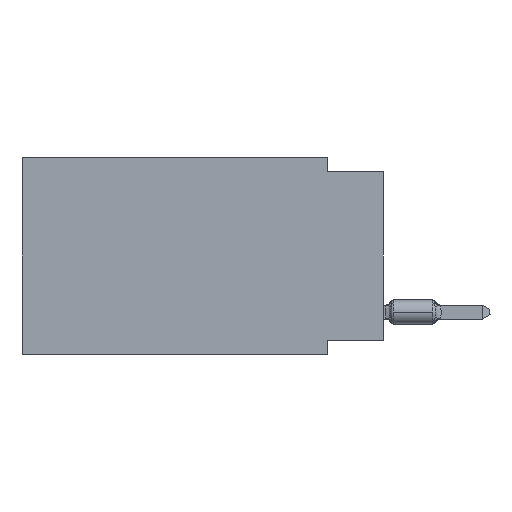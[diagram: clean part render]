
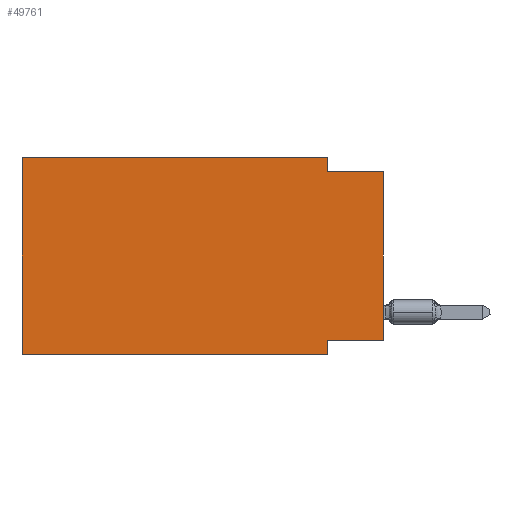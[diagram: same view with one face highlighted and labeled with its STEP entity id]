
A CAD part, left-side view. The second image highlights one B-rep face of the part: STEP entity #49761.
In plain terms, the highlighted planar face has unit normal (-1, 0, 0).
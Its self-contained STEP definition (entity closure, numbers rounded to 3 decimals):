
#247 = CARTESIAN_POINT ( 'NONE',  ( 0., 2.54, -8.255 ) ) ;
#1719 = EDGE_CURVE ( 'NONE', #20156, #50032, #46133, .T. ) ;
#2220 = AXIS2_PLACEMENT_3D ( 'NONE', #14533, #2359, #17661 ) ;
#2359 = DIRECTION ( 'NONE',  ( 1., 0., 0. ) ) ;
#3363 = ORIENTED_EDGE ( 'NONE', *, *, #28414, .T. ) ;
#4090 = LINE ( 'NONE', #12127, #33459 ) ;
#9282 = ORIENTED_EDGE ( 'NONE', *, *, #32177, .T. ) ;
#10509 = EDGE_CURVE ( 'NONE', #50032, #11386, #25217, .T. ) ;
#11386 = VERTEX_POINT ( 'NONE', #38613 ) ;
#12070 = VECTOR ( 'NONE', #39183, 1000. ) ;
#12127 = CARTESIAN_POINT ( 'NONE',  ( 0., 16.383, -8.89 ) ) ;
#13953 = CARTESIAN_POINT ( 'NONE',  ( 0., 2.54, -8.89 ) ) ;
#14275 = FACE_OUTER_BOUND ( 'NONE', #37643, .T. ) ;
#14474 = ORIENTED_EDGE ( 'NONE', *, *, #36295, .F. ) ;
#14533 = CARTESIAN_POINT ( 'NONE',  ( 0., 16.383, 0. ) ) ;
#15741 = ORIENTED_EDGE ( 'NONE', *, *, #49026, .F. ) ;
#15976 = VERTEX_POINT ( 'NONE', #247 ) ;
#15992 = LINE ( 'NONE', #39819, #47377 ) ;
#16909 = DIRECTION ( 'NONE',  ( 0., 0., 1. ) ) ;
#17661 = DIRECTION ( 'NONE',  ( 0., 0., -1. ) ) ;
#20156 = VERTEX_POINT ( 'NONE', #21627 ) ;
#20426 = LINE ( 'NONE', #32353, #46190 ) ;
#21627 = CARTESIAN_POINT ( 'NONE',  ( 0., 2.54, 0. ) ) ;
#23432 = LINE ( 'NONE', #35090, #33583 ) ;
#24165 = LINE ( 'NONE', #39957, #12070 ) ;
#25217 = LINE ( 'NONE', #40496, #39108 ) ;
#27981 = VERTEX_POINT ( 'NONE', #45522 ) ;
#28414 = EDGE_CURVE ( 'NONE', #37773, #46635, #4090, .T. ) ;
#28764 = VECTOR ( 'NONE', #16909, 1000. ) ;
#30069 = EDGE_CURVE ( 'NONE', #27981, #15976, #24165, .T. ) ;
#30099 = CARTESIAN_POINT ( 'NONE',  ( 0., 16.383, 0. ) ) ;
#30522 = CARTESIAN_POINT ( 'NONE',  ( 0., 16.383, -8.89 ) ) ;
#32073 = DIRECTION ( 'NONE',  ( 0., -1., 0. ) ) ;
#32177 = EDGE_CURVE ( 'NONE', #27981, #11386, #40710, .T. ) ;
#32353 = CARTESIAN_POINT ( 'NONE',  ( 0., 16.383, 0. ) ) ;
#33078 = ORIENTED_EDGE ( 'NONE', *, *, #45264, .F. ) ;
#33459 = VECTOR ( 'NONE', #32073, 1000. ) ;
#33583 = VECTOR ( 'NONE', #34827, 1000. ) ;
#33680 = VECTOR ( 'NONE', #38348, 1000. ) ;
#33808 = ORIENTED_EDGE ( 'NONE', *, *, #10509, .F. ) ;
#33959 = PLANE ( 'NONE',  #2220 ) ;
#34827 = DIRECTION ( 'NONE',  ( 0., 0., 1. ) ) ;
#35090 = CARTESIAN_POINT ( 'NONE',  ( 0., 16.383, 0. ) ) ;
#35928 = DIRECTION ( 'NONE',  ( 0., 0., -1. ) ) ;
#36147 = ORIENTED_EDGE ( 'NONE', *, *, #1719, .F. ) ;
#36295 = EDGE_CURVE ( 'NONE', #15976, #46635, #15992, .T. ) ;
#37643 = EDGE_LOOP ( 'NONE', ( #9282, #33808, #36147, #33078, #15741, #3363, #14474, #45574 ) ) ;
#37773 = VERTEX_POINT ( 'NONE', #30522 ) ;
#38348 = DIRECTION ( 'NONE',  ( 0., 0., -1. ) ) ;
#38613 = CARTESIAN_POINT ( 'NONE',  ( 0., 0., -0.635 ) ) ;
#38637 = VERTEX_POINT ( 'NONE', #30099 ) ;
#39108 = VECTOR ( 'NONE', #41004, 1000. ) ;
#39183 = DIRECTION ( 'NONE',  ( 0., 1., 0. ) ) ;
#39819 = CARTESIAN_POINT ( 'NONE',  ( 0., 2.54, -8.89 ) ) ;
#39957 = CARTESIAN_POINT ( 'NONE',  ( 0., 0., -8.255 ) ) ;
#40496 = CARTESIAN_POINT ( 'NONE',  ( 0., 0., -0.635 ) ) ;
#40710 = LINE ( 'NONE', #44862, #28764 ) ;
#41004 = DIRECTION ( 'NONE',  ( 0., -1., 0. ) ) ;
#41997 = CARTESIAN_POINT ( 'NONE',  ( 0., 2.54, 0. ) ) ;
#44862 = CARTESIAN_POINT ( 'NONE',  ( 0., 0., 0. ) ) ;
#45264 = EDGE_CURVE ( 'NONE', #38637, #20156, #20426, .T. ) ;
#45522 = CARTESIAN_POINT ( 'NONE',  ( 0., 0., -8.255 ) ) ;
#45574 = ORIENTED_EDGE ( 'NONE', *, *, #30069, .F. ) ;
#46133 = LINE ( 'NONE', #41997, #33680 ) ;
#46190 = VECTOR ( 'NONE', #48127, 1000. ) ;
#46635 = VERTEX_POINT ( 'NONE', #13953 ) ;
#47377 = VECTOR ( 'NONE', #35928, 1000. ) ;
#47894 = CARTESIAN_POINT ( 'NONE',  ( 0., 2.54, -0.635 ) ) ;
#48127 = DIRECTION ( 'NONE',  ( 0., -1., 0. ) ) ;
#49026 = EDGE_CURVE ( 'NONE', #37773, #38637, #23432, .T. ) ;
#49761 = ADVANCED_FACE ( 'NONE', ( #14275 ), #33959, .F. ) ;
#50032 = VERTEX_POINT ( 'NONE', #47894 ) ;
